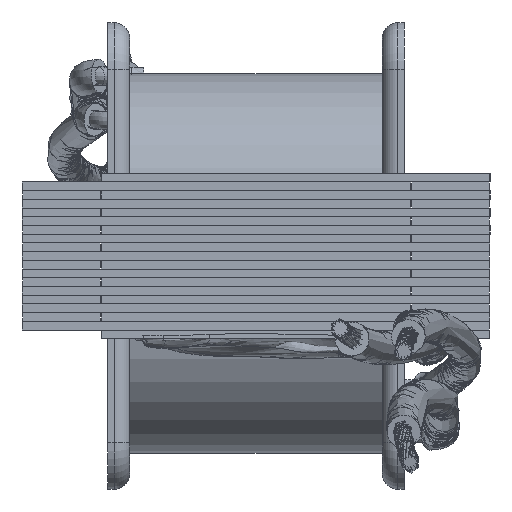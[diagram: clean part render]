
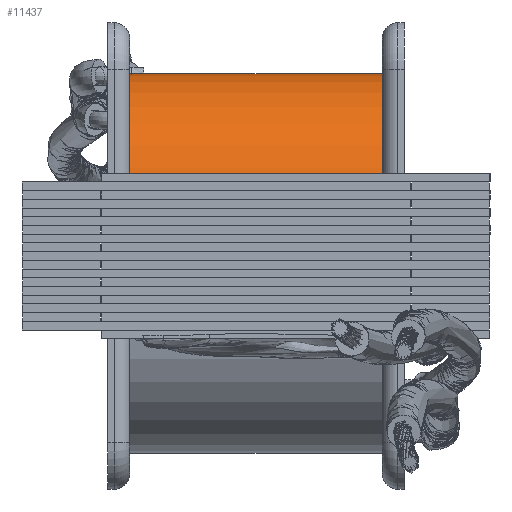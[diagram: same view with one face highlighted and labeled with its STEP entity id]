
A CAD part, left-side view. The second image highlights one B-rep face of the part: STEP entity #11437.
In plain terms, the highlighted cylindrical face has radius 5.842 mm (diameter 11.684 mm), a partial arc.
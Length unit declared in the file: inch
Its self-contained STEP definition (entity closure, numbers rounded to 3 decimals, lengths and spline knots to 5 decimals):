
#1672=FACE_OUTER_BOUND('',#2432,.T.);
#2432=EDGE_LOOP('',(#10676,#10677,#10678,#10679));
#3507=LINE('',#32373,#4599);
#3528=LINE('',#32433,#4620);
#4599=VECTOR('',#15159,0.3937);
#4620=VECTOR('',#15220,0.3937);
#4945=CIRCLE('',#12397,0.23);
#4946=CIRCLE('',#12398,0.23);
#5965=VERTEX_POINT('',#32369);
#5967=VERTEX_POINT('',#32372);
#5985=VERTEX_POINT('',#32429);
#5986=VERTEX_POINT('',#32431);
#7530=EDGE_CURVE('',#5967,#5965,#3507,.T.);
#7561=EDGE_CURVE('',#5986,#5985,#3528,.T.);
#7562=EDGE_CURVE('',#5985,#5965,#4945,.T.);
#7563=EDGE_CURVE('',#5967,#5986,#4946,.T.);
#10676=ORIENTED_EDGE('',*,*,#7562,.F.);
#10677=ORIENTED_EDGE('',*,*,#7561,.F.);
#10678=ORIENTED_EDGE('',*,*,#7563,.F.);
#10679=ORIENTED_EDGE('',*,*,#7530,.T.);
#10779=CYLINDRICAL_SURFACE('',#12396,0.23);
#11437=ADVANCED_FACE('',(#1672),#10779,.T.);
#12396=AXIS2_PLACEMENT_3D('',#32434,#15221,#15222);
#12397=AXIS2_PLACEMENT_3D('',#32435,#15223,#15224);
#12398=AXIS2_PLACEMENT_3D('',#32436,#15225,#15226);
#15159=DIRECTION('',(0.,-1.,0.));
#15220=DIRECTION('',(0.,-1.,0.));
#15221=DIRECTION('center_axis',(0.,1.,0.));
#15222=DIRECTION('ref_axis',(-1.,0.,0.));
#15223=DIRECTION('center_axis',(0.,-1.,0.));
#15224=DIRECTION('ref_axis',(-1.,0.,0.));
#15225=DIRECTION('center_axis',(0.,1.,0.));
#15226=DIRECTION('ref_axis',(-1.,0.,0.));
#32369=CARTESIAN_POINT('',(-0.305,-0.073,0.055));
#32372=CARTESIAN_POINT('',(-0.305,0.333,0.055));
#32373=CARTESIAN_POINT('',(-0.305,0.333,0.055));
#32429=CARTESIAN_POINT('',(-0.075,-0.073,0.285));
#32431=CARTESIAN_POINT('',(-0.075,0.333,0.285));
#32433=CARTESIAN_POINT('',(-0.075,0.333,0.285));
#32434=CARTESIAN_POINT('Origin',(-0.075,0.333,0.055));
#32435=CARTESIAN_POINT('Origin',(-0.075,-0.073,
0.055));
#32436=CARTESIAN_POINT('Origin',(-0.075,0.333,0.055));
